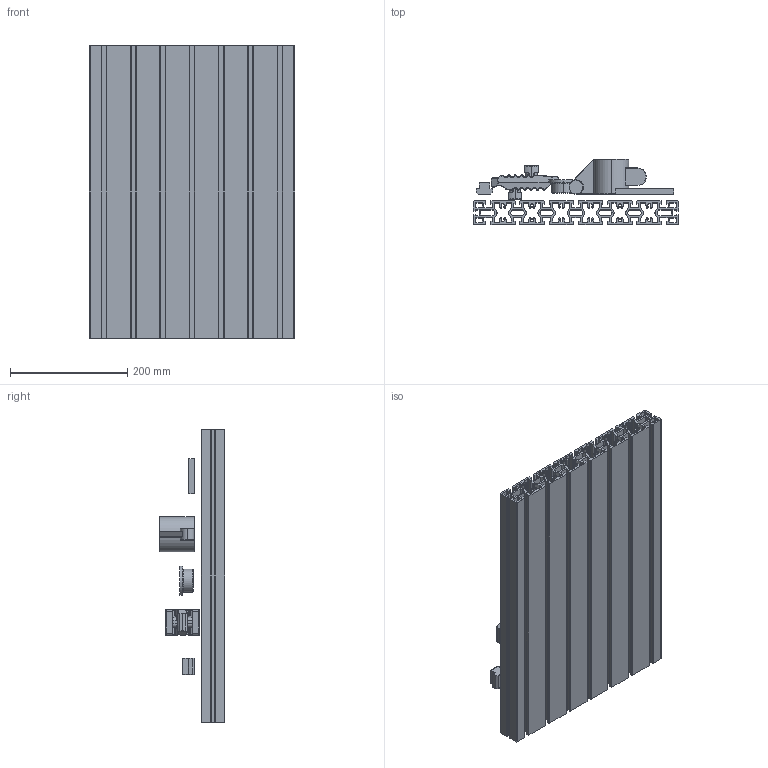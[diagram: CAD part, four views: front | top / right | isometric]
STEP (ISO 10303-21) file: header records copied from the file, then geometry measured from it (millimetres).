
FILE_DESCRIPTION (( 'STEP AP214' ), '1' );
FILE_NAME ('Un-mate-able jig components.STEP', '2026-01-07T12:11:37', ( '' ), ( '' ), 'SwSTEP 2.0', 'SolidWorks 2023', '' );
FILE_SCHEMA (( 'AUTOMOTIVE_DESIGN' ));
Length unit declared in the file: millimetre
Products named in the file (8): WORKPIECE_PIVOT_SLIDE(1); LOCATING_PLUG_O40(1); PIN_BLOCK_LOCATOR(1); 9948N11_Adjustable Setup Clamp(1); Un-mate-able jig components; FIXTURE_PLATE_T_SLOT_500_1957N27(1); 9948N11_Adjustable Setup Clamp(2); Fully Threaded T
Assembly tree (8 placements, depth 2):
  Un-mate-able jig components
    FIXTURE_PLATE_T_SLOT_500_1957N27(1)
    Fully Threaded T
    LOCATING_PLUG_O40(1)
    9948N11_Adjustable Setup Clamp(2)
    9948N11_Adjustable Setup Clamp(1)  x2
    WORKPIECE_PIVOT_SLIDE(1)
    PIN_BLOCK_LOCATOR(1)
Bounding box: 350 x 111.69 x 500 mm (x, y, z)
Volume: 2952693.7 mm3; surface area: 1616039.8 mm2
Topology: 8 solids, 8 shells, 1540 faces, 4099 edges, 2548 vertices
Faces by surface type: cylinder 551, plane 509, bspline 371, torus 48, sphere 32, cone 29
Entity records: 54560 total; most frequent: CARTESIAN_POINT 20916, ORIENTED_EDGE 7594, DIRECTION 6545, EDGE_CURVE 3797, VERTEX_POINT 2382, AXIS2_PLACEMENT_3D 2341, LINE 1863, VECTOR 1863
